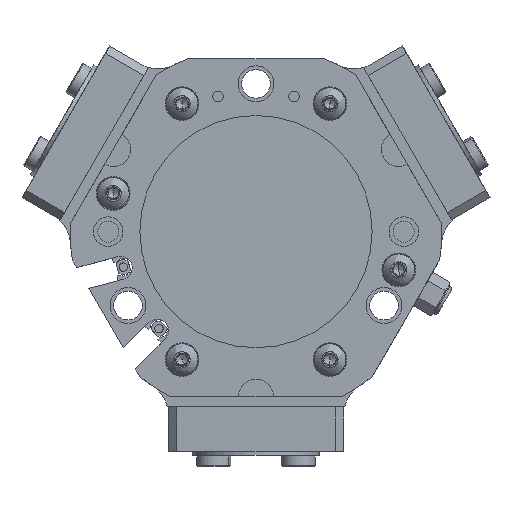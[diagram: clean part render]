
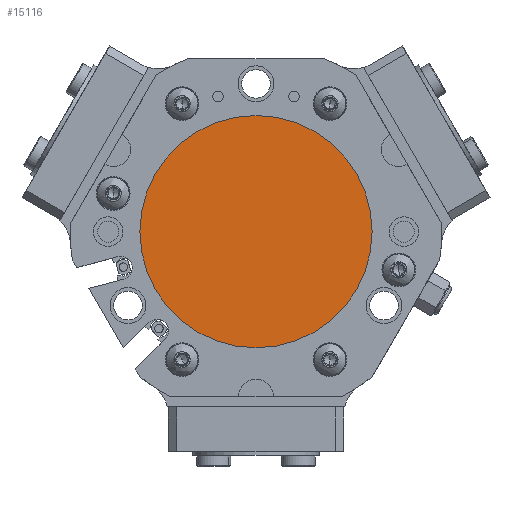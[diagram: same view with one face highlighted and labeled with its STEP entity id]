
A CAD part, front view. The second image highlights one B-rep face of the part: STEP entity #15116.
In plain terms, the highlighted face is planar.
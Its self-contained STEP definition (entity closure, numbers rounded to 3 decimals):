
#2586 = CARTESIAN_POINT ( 'NONE',  ( 0., 4.8, 0. ) ) ;
#3663 = VERTEX_POINT ( 'NONE', #5808 ) ;
#3750 = AXIS2_PLACEMENT_3D ( 'NONE', #43391, #26501, #22679 ) ;
#5270 = EDGE_CURVE ( 'NONE', #43118, #3663, #21560, .T. ) ;
#5808 = CARTESIAN_POINT ( 'NONE',  ( 0., 4.8, 27.5 ) ) ;
#6766 = PLANE ( 'NONE',  #26074 ) ;
#10538 = FACE_OUTER_BOUND ( 'NONE', #25032, .T. ) ;
#12767 = DIRECTION ( 'NONE',  ( 0., 1., 0. ) ) ;
#13469 = DIRECTION ( 'NONE',  ( 0., 0., 1. ) ) ;
#13510 = EDGE_CURVE ( 'NONE', #3663, #43118, #29548, .T. ) ;
#15116 = ADVANCED_FACE ( 'NONE', ( #10538 ), #6766, .T. ) ;
#16693 = ORIENTED_EDGE ( 'NONE', *, *, #5270, .T. ) ;
#19990 = AXIS2_PLACEMENT_3D ( 'NONE', #2586, #12767, #13469 ) ;
#21560 = CIRCLE ( 'NONE', #19990, 27.5 ) ;
#22679 = DIRECTION ( 'NONE',  ( 0., 0., 1. ) ) ;
#23677 = ORIENTED_EDGE ( 'NONE', *, *, #13510, .T. ) ;
#25032 = EDGE_LOOP ( 'NONE', ( #23677, #16693 ) ) ;
#26074 = AXIS2_PLACEMENT_3D ( 'NONE', #37684, #31490, #34579 ) ;
#26501 = DIRECTION ( 'NONE',  ( 0., 1., 0. ) ) ;
#29548 = CIRCLE ( 'NONE', #3750, 27.5 ) ;
#31490 = DIRECTION ( 'NONE',  ( 0., 1., 0. ) ) ;
#34579 = DIRECTION ( 'NONE',  ( 0., 0., 1. ) ) ;
#36223 = CARTESIAN_POINT ( 'NONE',  ( 0., 4.8, -27.5 ) ) ;
#37684 = CARTESIAN_POINT ( 'NONE',  ( 0., 4.8, 0. ) ) ;
#43118 = VERTEX_POINT ( 'NONE', #36223 ) ;
#43391 = CARTESIAN_POINT ( 'NONE',  ( 0., 4.8, 0. ) ) ;
